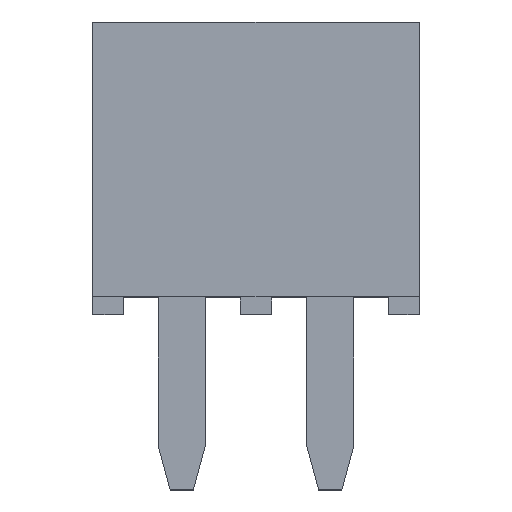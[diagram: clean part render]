
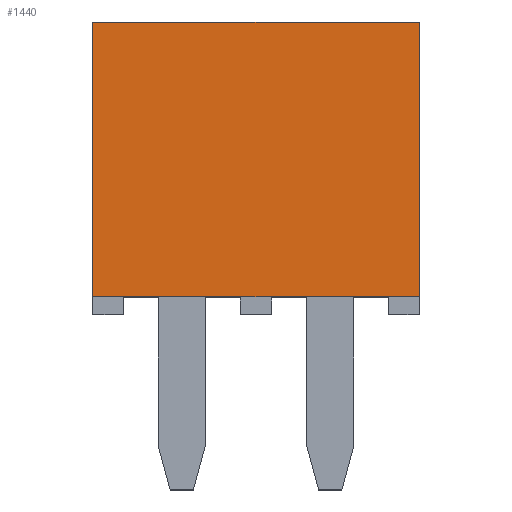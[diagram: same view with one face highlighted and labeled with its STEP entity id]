
A CAD part, top view. The second image highlights one B-rep face of the part: STEP entity #1440.
In plain terms, the highlighted planar face has unit normal (0, 0, 1).
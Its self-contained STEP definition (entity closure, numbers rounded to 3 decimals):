
#78=FACE_OUTER_BOUND('',#162,.T.);
#162=EDGE_LOOP('',(#1063,#1064,#1065,#1066));
#238=LINE('',#1980,#434);
#252=LINE('',#2008,#448);
#293=LINE('',#2093,#489);
#309=LINE('',#2127,#505);
#434=VECTOR('',#1611,10.);
#448=VECTOR('',#1633,51.3);
#489=VECTOR('',#1684,4.7);
#505=VECTOR('',#1722,51.3);
#624=VERTEX_POINT('',#1966);
#630=VERTEX_POINT('',#1978);
#640=VERTEX_POINT('',#2007);
#679=VERTEX_POINT('',#2092);
#758=EDGE_CURVE('',#624,#630,#238,.T.);
#772=EDGE_CURVE('',#640,#624,#252,.T.);
#813=EDGE_CURVE('',#679,#640,#293,.T.);
#829=EDGE_CURVE('',#679,#630,#309,.T.);
#1063=ORIENTED_EDGE('',*,*,#758,.T.);
#1064=ORIENTED_EDGE('',*,*,#829,.F.);
#1065=ORIENTED_EDGE('',*,*,#813,.T.);
#1066=ORIENTED_EDGE('',*,*,#772,.T.);
#1359=PLANE('',#1536);
#1440=ADVANCED_FACE('',(#78),#1359,.T.);
#1536=AXIS2_PLACEMENT_3D('',#2126,#1720,#1721);
#1611=DIRECTION('',(0.,1.,0.));
#1633=DIRECTION('',(1.,0.,0.));
#1684=DIRECTION('',(0.,-1.,0.));
#1720=DIRECTION('center_axis',(0.,0.,1.));
#1721=DIRECTION('ref_axis',(0.,-1.,0.));
#1722=DIRECTION('',(1.,0.,0.));
#1966=CARTESIAN_POINT('',(-20.07,0.3,1.25));
#1978=CARTESIAN_POINT('',(-20.07,5.,1.25));
#1980=CARTESIAN_POINT('',(-20.07,3.9,1.25));
#2007=CARTESIAN_POINT('',(-25.65,0.3,1.25));
#2008=CARTESIAN_POINT('',(-25.65,0.3,1.25));
#2092=CARTESIAN_POINT('',(-25.65,5.,1.25));
#2093=CARTESIAN_POINT('',(-25.65,5.,1.25));
#2126=CARTESIAN_POINT('Origin',(-25.65,5.,1.25));
#2127=CARTESIAN_POINT('',(-25.65,5.,1.25));
